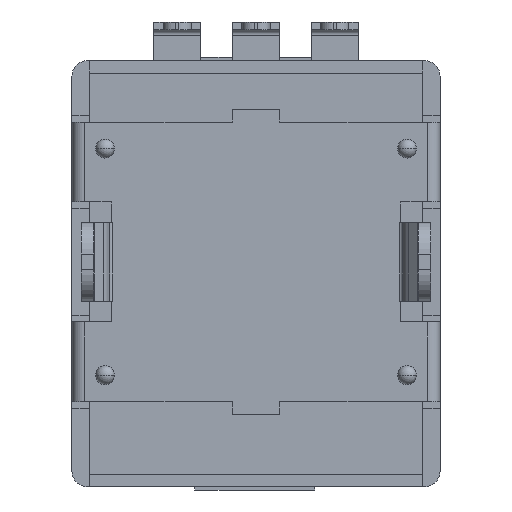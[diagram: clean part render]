
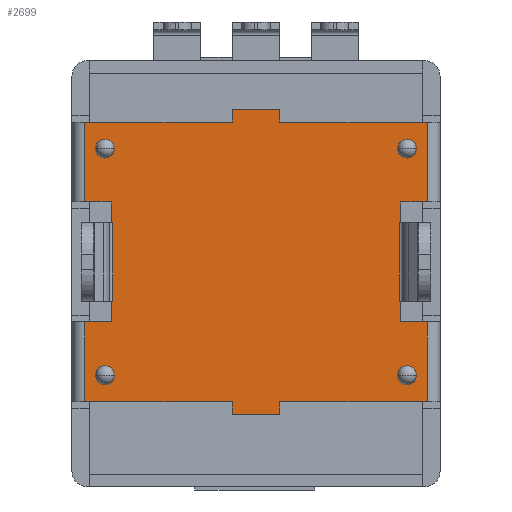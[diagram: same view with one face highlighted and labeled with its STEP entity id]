
A CAD part, front view. The second image highlights one B-rep face of the part: STEP entity #2699.
In plain terms, the highlighted planar face has unit normal (0, -1, 0).
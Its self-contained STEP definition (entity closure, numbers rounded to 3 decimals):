
#2=CARTESIAN_POINT('',(4.8,0.,-3.6));
#3=DIRECTION('',(0.,1.,0.));
#4=DIRECTION('',(1.,0.,0.));
#5=AXIS2_PLACEMENT_3D('',#2,#3,#4);
#7=CARTESIAN_POINT('',(4.8,0.,-3.6));
#8=DIRECTION('',(0.,1.,0.));
#9=DIRECTION('',(-1.,0.,0.));
#10=AXIS2_PLACEMENT_3D('',#7,#8,#9);
#12=CARTESIAN_POINT('',(4.8,0.,3.6));
#13=DIRECTION('',(0.,-1.,0.));
#14=DIRECTION('',(1.,0.,0.));
#15=AXIS2_PLACEMENT_3D('',#12,#13,#14);
#17=CARTESIAN_POINT('',(4.8,0.,3.6));
#18=DIRECTION('',(0.,-1.,0.));
#19=DIRECTION('',(-1.,0.,0.));
#20=AXIS2_PLACEMENT_3D('',#17,#18,#19);
#22=CARTESIAN_POINT('',(-4.8,0.,-3.6));
#23=DIRECTION('',(0.,-1.,0.));
#24=DIRECTION('',(-1.,0.,0.));
#25=AXIS2_PLACEMENT_3D('',#22,#23,#24);
#27=CARTESIAN_POINT('',(-4.8,0.,-3.6));
#28=DIRECTION('',(0.,-1.,0.));
#29=DIRECTION('',(1.,0.,0.));
#30=AXIS2_PLACEMENT_3D('',#27,#28,#29);
#32=CARTESIAN_POINT('',(-4.8,0.,3.6));
#33=DIRECTION('',(0.,1.,0.));
#34=DIRECTION('',(-1.,0.,0.));
#35=AXIS2_PLACEMENT_3D('',#32,#33,#34);
#37=CARTESIAN_POINT('',(-4.8,0.,3.6));
#38=DIRECTION('',(0.,1.,0.));
#39=DIRECTION('',(1.,0.,0.));
#40=AXIS2_PLACEMENT_3D('',#37,#38,#39);
#42=DIRECTION('',(0.,0.,1.));
#43=VECTOR('',#42,2.54);
#44=CARTESIAN_POINT('',(5.45,0.,1.905));
#45=LINE('',#44,#43);
#46=DIRECTION('',(-1.,0.,0.));
#47=VECTOR('',#46,0.85);
#48=CARTESIAN_POINT('',(5.45,0.,1.905));
#49=LINE('',#48,#47);
#50=DIRECTION('',(0.,0.,-1.));
#51=VECTOR('',#50,0.655);
#52=CARTESIAN_POINT('',(4.6,0.,1.905));
#53=LINE('',#52,#51);
#54=DIRECTION('',(1.,0.,0.));
#55=VECTOR('',#54,0.05);
#56=CARTESIAN_POINT('',(4.55,0.,1.25));
#57=LINE('',#56,#55);
#58=DIRECTION('',(0.,0.,-1.));
#59=VECTOR('',#58,2.5);
#60=CARTESIAN_POINT('',(4.55,0.,1.25));
#61=LINE('',#60,#59);
#62=DIRECTION('',(1.,0.,0.));
#63=VECTOR('',#62,0.05);
#64=CARTESIAN_POINT('',(4.55,0.,-1.25));
#65=LINE('',#64,#63);
#66=DIRECTION('',(0.,0.,-1.));
#67=VECTOR('',#66,0.655);
#68=CARTESIAN_POINT('',(4.6,0.,-1.25));
#69=LINE('',#68,#67);
#70=DIRECTION('',(-1.,0.,0.));
#71=VECTOR('',#70,0.85);
#72=CARTESIAN_POINT('',(5.45,0.,-1.905));
#73=LINE('',#72,#71);
#74=DIRECTION('',(0.,0.,1.));
#75=VECTOR('',#74,2.54);
#76=CARTESIAN_POINT('',(5.45,0.,-4.445));
#77=LINE('',#76,#75);
#78=DIRECTION('',(1.,0.,0.));
#79=VECTOR('',#78,4.7);
#80=CARTESIAN_POINT('',(0.75,0.,-4.445));
#81=LINE('',#80,#79);
#82=DIRECTION('',(0.,0.,1.));
#83=VECTOR('',#82,0.4);
#84=CARTESIAN_POINT('',(0.75,0.,-4.845));
#85=LINE('',#84,#83);
#86=DIRECTION('',(1.,0.,0.));
#87=VECTOR('',#86,1.5);
#88=CARTESIAN_POINT('',(-0.75,0.,-4.845));
#89=LINE('',#88,#87);
#90=DIRECTION('',(0.,0.,-1.));
#91=VECTOR('',#90,0.4);
#92=CARTESIAN_POINT('',(-0.75,0.,-4.445));
#93=LINE('',#92,#91);
#94=DIRECTION('',(1.,0.,0.));
#95=VECTOR('',#94,4.7);
#96=CARTESIAN_POINT('',(-5.45,0.,-4.445));
#97=LINE('',#96,#95);
#98=DIRECTION('',(0.,0.,-1.));
#99=VECTOR('',#98,2.54);
#100=CARTESIAN_POINT('',(-5.45,0.,-1.905));
#101=LINE('',#100,#99);
#102=DIRECTION('',(1.,0.,0.));
#103=VECTOR('',#102,0.85);
#104=CARTESIAN_POINT('',(-5.45,0.,-1.905));
#105=LINE('',#104,#103);
#106=DIRECTION('',(0.,0.,1.));
#107=VECTOR('',#106,0.655);
#108=CARTESIAN_POINT('',(-4.6,0.,-1.905));
#109=LINE('',#108,#107);
#110=DIRECTION('',(-1.,0.,0.));
#111=VECTOR('',#110,0.05);
#112=CARTESIAN_POINT('',(-4.55,0.,-1.25));
#113=LINE('',#112,#111);
#114=DIRECTION('',(0.,0.,1.));
#115=VECTOR('',#114,2.5);
#116=CARTESIAN_POINT('',(-4.55,0.,-1.25));
#117=LINE('',#116,#115);
#118=DIRECTION('',(-1.,0.,0.));
#119=VECTOR('',#118,0.05);
#120=CARTESIAN_POINT('',(-4.55,0.,1.25));
#121=LINE('',#120,#119);
#122=DIRECTION('',(0.,0.,1.));
#123=VECTOR('',#122,0.655);
#124=CARTESIAN_POINT('',(-4.6,0.,1.25));
#125=LINE('',#124,#123);
#126=DIRECTION('',(1.,0.,0.));
#127=VECTOR('',#126,0.85);
#128=CARTESIAN_POINT('',(-5.45,0.,1.905));
#129=LINE('',#128,#127);
#130=DIRECTION('',(0.,0.,-1.));
#131=VECTOR('',#130,2.54);
#132=CARTESIAN_POINT('',(-5.45,0.,4.445));
#133=LINE('',#132,#131);
#134=DIRECTION('',(1.,0.,0.));
#135=VECTOR('',#134,4.7);
#136=CARTESIAN_POINT('',(-5.45,0.,4.445));
#137=LINE('',#136,#135);
#138=DIRECTION('',(0.,0.,-1.));
#139=VECTOR('',#138,0.4);
#140=CARTESIAN_POINT('',(-0.75,0.,4.845));
#141=LINE('',#140,#139);
#142=DIRECTION('',(-1.,0.,0.));
#143=VECTOR('',#142,1.5);
#144=CARTESIAN_POINT('',(0.75,0.,4.845));
#145=LINE('',#144,#143);
#146=DIRECTION('',(0.,0.,1.));
#147=VECTOR('',#146,0.4);
#148=CARTESIAN_POINT('',(0.75,0.,4.445));
#149=LINE('',#148,#147);
#150=DIRECTION('',(1.,0.,0.));
#151=VECTOR('',#150,4.7);
#152=CARTESIAN_POINT('',(0.75,0.,4.445));
#153=LINE('',#152,#151);
#2124=CARTESIAN_POINT('',(-4.6,0.,-1.905));
#2125=CARTESIAN_POINT('',(-4.6,0.,-1.25));
#2126=VERTEX_POINT('',#2124);
#2127=VERTEX_POINT('',#2125);
#2128=CARTESIAN_POINT('',(-4.6,0.,1.25));
#2129=CARTESIAN_POINT('',(-4.6,0.,1.905));
#2130=VERTEX_POINT('',#2128);
#2131=VERTEX_POINT('',#2129);
#2132=CARTESIAN_POINT('',(4.6,0.,1.905));
#2133=CARTESIAN_POINT('',(4.6,0.,1.25));
#2134=VERTEX_POINT('',#2132);
#2135=VERTEX_POINT('',#2133);
#2136=CARTESIAN_POINT('',(4.6,0.,-1.25));
#2137=CARTESIAN_POINT('',(4.6,0.,-1.905));
#2138=VERTEX_POINT('',#2136);
#2139=VERTEX_POINT('',#2137);
#2428=CARTESIAN_POINT('',(5.1,0.,-3.6));
#2429=CARTESIAN_POINT('',(4.5,0.,-3.6));
#2430=VERTEX_POINT('',#2428);
#2431=VERTEX_POINT('',#2429);
#2434=CARTESIAN_POINT('',(5.1,0.,3.6));
#2436=VERTEX_POINT('',#2434);
#2438=CARTESIAN_POINT('',(4.5,0.,3.6));
#2439=VERTEX_POINT('',#2438);
#2440=CARTESIAN_POINT('',(-5.1,0.,-3.6));
#2442=VERTEX_POINT('',#2440);
#2444=CARTESIAN_POINT('',(-4.5,0.,-3.6));
#2445=VERTEX_POINT('',#2444);
#2446=CARTESIAN_POINT('',(-5.1,0.,3.6));
#2448=VERTEX_POINT('',#2446);
#2450=CARTESIAN_POINT('',(-4.5,0.,3.6));
#2451=VERTEX_POINT('',#2450);
#2484=CARTESIAN_POINT('',(-4.55,0.,-1.25));
#2485=CARTESIAN_POINT('',(-4.55,0.,1.25));
#2486=VERTEX_POINT('',#2484);
#2487=VERTEX_POINT('',#2485);
#2492=CARTESIAN_POINT('',(4.55,0.,1.25));
#2493=CARTESIAN_POINT('',(4.55,0.,-1.25));
#2494=VERTEX_POINT('',#2492);
#2495=VERTEX_POINT('',#2493);
#2548=CARTESIAN_POINT('',(5.45,0.,4.445));
#2550=VERTEX_POINT('',#2548);
#2554=CARTESIAN_POINT('',(5.45,0.,1.905));
#2555=VERTEX_POINT('',#2554);
#2556=CARTESIAN_POINT('',(5.45,0.,-1.905));
#2558=VERTEX_POINT('',#2556);
#2562=CARTESIAN_POINT('',(5.45,0.,-4.445));
#2563=VERTEX_POINT('',#2562);
#2564=CARTESIAN_POINT('',(-5.45,0.,1.905));
#2566=VERTEX_POINT('',#2564);
#2570=CARTESIAN_POINT('',(-5.45,0.,4.445));
#2571=VERTEX_POINT('',#2570);
#2572=CARTESIAN_POINT('',(-5.45,0.,-4.445));
#2574=VERTEX_POINT('',#2572);
#2578=CARTESIAN_POINT('',(-5.45,0.,-1.905));
#2579=VERTEX_POINT('',#2578);
#2580=CARTESIAN_POINT('',(0.75,0.,4.845));
#2581=CARTESIAN_POINT('',(-0.75,0.,4.845));
#2582=VERTEX_POINT('',#2580);
#2583=VERTEX_POINT('',#2581);
#2584=CARTESIAN_POINT('',(-0.75,0.,-4.845));
#2585=CARTESIAN_POINT('',(0.75,0.,-4.845));
#2586=VERTEX_POINT('',#2584);
#2587=VERTEX_POINT('',#2585);
#2596=CARTESIAN_POINT('',(-0.75,0.,-4.445));
#2598=VERTEX_POINT('',#2596);
#2600=CARTESIAN_POINT('',(0.75,0.,-4.445));
#2602=VERTEX_POINT('',#2600);
#2604=CARTESIAN_POINT('',(0.75,0.,4.445));
#2606=VERTEX_POINT('',#2604);
#2608=CARTESIAN_POINT('',(-0.75,0.,4.445));
#2610=VERTEX_POINT('',#2608);
#2612=CARTESIAN_POINT('',(0.,0.,0.));
#2613=DIRECTION('',(0.,1.,0.));
#2614=DIRECTION('',(1.,0.,0.));
#2615=AXIS2_PLACEMENT_3D('',#2612,#2613,#2614);
#2616=PLANE('',#2615);
#2618=ORIENTED_EDGE('',*,*,#2617,.F.);
#2620=ORIENTED_EDGE('',*,*,#2619,.T.);
#2622=ORIENTED_EDGE('',*,*,#2621,.T.);
#2624=ORIENTED_EDGE('',*,*,#2623,.F.);
#2626=ORIENTED_EDGE('',*,*,#2625,.T.);
#2628=ORIENTED_EDGE('',*,*,#2627,.T.);
#2630=ORIENTED_EDGE('',*,*,#2629,.T.);
#2632=ORIENTED_EDGE('',*,*,#2631,.F.);
#2634=ORIENTED_EDGE('',*,*,#2633,.F.);
#2636=ORIENTED_EDGE('',*,*,#2635,.F.);
#2638=ORIENTED_EDGE('',*,*,#2637,.F.);
#2640=ORIENTED_EDGE('',*,*,#2639,.F.);
#2642=ORIENTED_EDGE('',*,*,#2641,.F.);
#2644=ORIENTED_EDGE('',*,*,#2643,.F.);
#2646=ORIENTED_EDGE('',*,*,#2645,.F.);
#2648=ORIENTED_EDGE('',*,*,#2647,.T.);
#2650=ORIENTED_EDGE('',*,*,#2649,.T.);
#2652=ORIENTED_EDGE('',*,*,#2651,.F.);
#2654=ORIENTED_EDGE('',*,*,#2653,.T.);
#2656=ORIENTED_EDGE('',*,*,#2655,.T.);
#2658=ORIENTED_EDGE('',*,*,#2657,.T.);
#2660=ORIENTED_EDGE('',*,*,#2659,.F.);
#2662=ORIENTED_EDGE('',*,*,#2661,.F.);
#2664=ORIENTED_EDGE('',*,*,#2663,.T.);
#2666=ORIENTED_EDGE('',*,*,#2665,.F.);
#2668=ORIENTED_EDGE('',*,*,#2667,.F.);
#2670=ORIENTED_EDGE('',*,*,#2669,.F.);
#2672=ORIENTED_EDGE('',*,*,#2671,.T.);
#2673=EDGE_LOOP('',(#2618,#2620,#2622,#2624,#2626,#2628,#2630,#2632,#2634,#2636,
#2638,#2640,#2642,#2644,#2646,#2648,#2650,#2652,#2654,#2656,#2658,#2660,#2662,
#2664,#2666,#2668,#2670,#2672));
#2674=FACE_OUTER_BOUND('',#2673,.F.);
#2676=ORIENTED_EDGE('',*,*,#2675,.T.);
#2678=ORIENTED_EDGE('',*,*,#2677,.T.);
#2679=EDGE_LOOP('',(#2676,#2678));
#2680=FACE_BOUND('',#2679,.F.);
#2682=ORIENTED_EDGE('',*,*,#2681,.T.);
#2684=ORIENTED_EDGE('',*,*,#2683,.T.);
#2685=EDGE_LOOP('',(#2682,#2684));
#2686=FACE_BOUND('',#2685,.F.);
#2688=ORIENTED_EDGE('',*,*,#2687,.F.);
#2690=ORIENTED_EDGE('',*,*,#2689,.F.);
#2691=EDGE_LOOP('',(#2688,#2690));
#2692=FACE_BOUND('',#2691,.F.);
#2694=ORIENTED_EDGE('',*,*,#2693,.F.);
#2696=ORIENTED_EDGE('',*,*,#2695,.F.);
#2697=EDGE_LOOP('',(#2694,#2696));
#2698=FACE_BOUND('',#2697,.F.);
#2699=ADVANCED_FACE('',(#2674,#2680,#2686,#2692,#2698),#2616,.F.);
#6=CIRCLE('',#5,0.3);
#11=CIRCLE('',#10,0.3);
#16=CIRCLE('',#15,0.3);
#21=CIRCLE('',#20,0.3);
#26=CIRCLE('',#25,0.3);
#31=CIRCLE('',#30,0.3);
#36=CIRCLE('',#35,0.3);
#41=CIRCLE('',#40,0.3);
#2617=EDGE_CURVE('',#2555,#2550,#45,.T.);
#2619=EDGE_CURVE('',#2555,#2134,#49,.T.);
#2621=EDGE_CURVE('',#2134,#2135,#53,.T.);
#2623=EDGE_CURVE('',#2494,#2135,#57,.T.);
#2625=EDGE_CURVE('',#2494,#2495,#61,.T.);
#2627=EDGE_CURVE('',#2495,#2138,#65,.T.);
#2629=EDGE_CURVE('',#2138,#2139,#69,.T.);
#2631=EDGE_CURVE('',#2558,#2139,#73,.T.);
#2633=EDGE_CURVE('',#2563,#2558,#77,.T.);
#2635=EDGE_CURVE('',#2602,#2563,#81,.T.);
#2637=EDGE_CURVE('',#2587,#2602,#85,.T.);
#2639=EDGE_CURVE('',#2586,#2587,#89,.T.);
#2641=EDGE_CURVE('',#2598,#2586,#93,.T.);
#2643=EDGE_CURVE('',#2574,#2598,#97,.T.);
#2645=EDGE_CURVE('',#2579,#2574,#101,.T.);
#2647=EDGE_CURVE('',#2579,#2126,#105,.T.);
#2649=EDGE_CURVE('',#2126,#2127,#109,.T.);
#2651=EDGE_CURVE('',#2486,#2127,#113,.T.);
#2653=EDGE_CURVE('',#2486,#2487,#117,.T.);
#2655=EDGE_CURVE('',#2487,#2130,#121,.T.);
#2657=EDGE_CURVE('',#2130,#2131,#125,.T.);
#2659=EDGE_CURVE('',#2566,#2131,#129,.T.);
#2661=EDGE_CURVE('',#2571,#2566,#133,.T.);
#2663=EDGE_CURVE('',#2571,#2610,#137,.T.);
#2665=EDGE_CURVE('',#2583,#2610,#141,.T.);
#2667=EDGE_CURVE('',#2582,#2583,#145,.T.);
#2669=EDGE_CURVE('',#2606,#2582,#149,.T.);
#2671=EDGE_CURVE('',#2606,#2550,#153,.T.);
#2675=EDGE_CURVE('',#2436,#2439,#16,.T.);
#2677=EDGE_CURVE('',#2439,#2436,#21,.T.);
#2681=EDGE_CURVE('',#2442,#2445,#26,.T.);
#2683=EDGE_CURVE('',#2445,#2442,#31,.T.);
#2687=EDGE_CURVE('',#2448,#2451,#36,.T.);
#2689=EDGE_CURVE('',#2451,#2448,#41,.T.);
#2693=EDGE_CURVE('',#2430,#2431,#6,.T.);
#2695=EDGE_CURVE('',#2431,#2430,#11,.T.);
